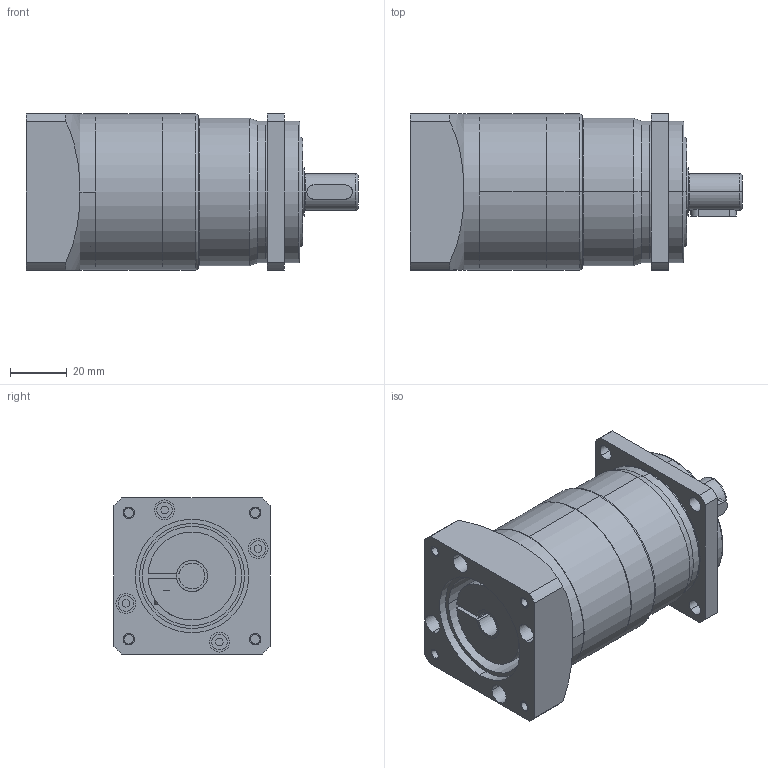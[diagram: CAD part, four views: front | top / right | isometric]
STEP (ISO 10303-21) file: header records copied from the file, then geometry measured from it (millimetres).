
FILE_DESCRIPTION((''),'2;1');
FILE_NAME('MB_PSBN_MASTER','2025-01-08T09:45:23',('agw'),(''),'CREO PARAMETRIC BY PTC INC, 2022124','CREO PARAMETRIC BY PTC INC, 2022124','');
FILE_SCHEMA(('AUTOMOTIVE_DESIGN { 1 0 10303 214 1 1 1 1 }'));
Length unit declared in the file: millimetre
Products named in the file (1): MB_PSBN_MASTER
Bounding box: 117 x 55 x 55 mm (x, y, z)
Volume: 224649.4 mm3; surface area: 35650.3 mm2
Topology: 1 solids, 12 shells, 255 faces, 601 edges, 435 vertices
Faces by surface type: plane 118, cylinder 109, cone 12, torus 12, bspline 4
Entity records: 9500 total; most frequent: CARTESIAN_POINT 1517, DIRECTION 1375, ORIENTED_EDGE 1112, EDGE_CURVE 566, AXIS2_PLACEMENT_3D 521, VERTEX_POINT 367, VECTOR 333, LINE 333
